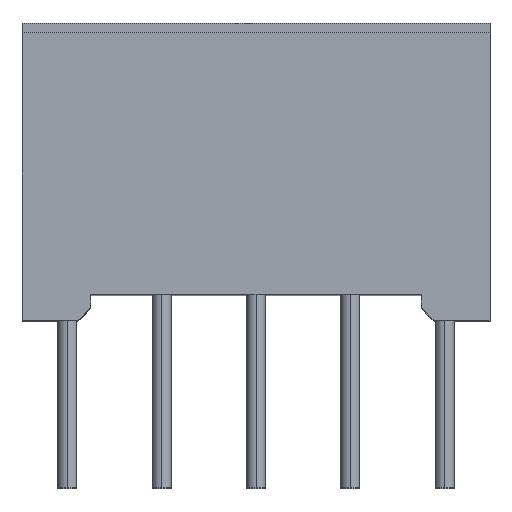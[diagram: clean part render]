
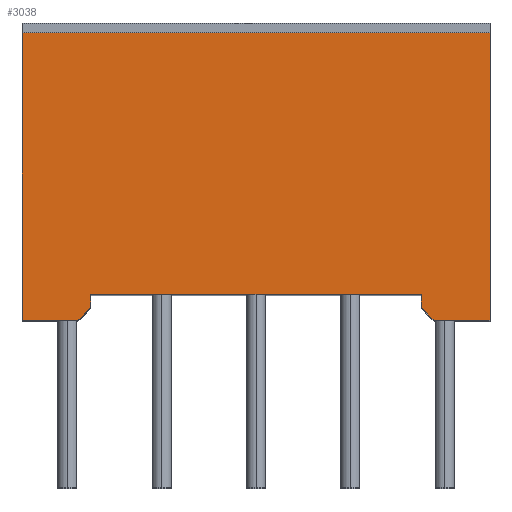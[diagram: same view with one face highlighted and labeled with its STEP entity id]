
A CAD part, top view. The second image highlights one B-rep face of the part: STEP entity #3038.
In plain terms, the highlighted planar face has unit normal (0, 0, 1).
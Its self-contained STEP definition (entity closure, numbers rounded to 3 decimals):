
#10 = ORIENTED_EDGE ( 'NONE', *, *, #4891, .T. ) ;
#34 = DIRECTION ( 'NONE',  ( 0., -1., 0. ) ) ;
#66 = LINE ( 'NONE', #3388, #4050 ) ;
#86 = VECTOR ( 'NONE', #189, 1000. ) ;
#189 = DIRECTION ( 'NONE',  ( 0.707, 0.707, 0. ) ) ;
#231 = EDGE_CURVE ( 'NONE', #2222, #2148, #2664, .T. ) ;
#286 = VERTEX_POINT ( 'NONE', #3315 ) ;
#401 = EDGE_CURVE ( 'NONE', #2903, #2148, #2260, .T. ) ;
#461 = CARTESIAN_POINT ( 'NONE',  ( -6.3, 8., 9.5 ) ) ;
#510 = PLANE ( 'NONE',  #3906 ) ;
#549 = ORIENTED_EDGE ( 'NONE', *, *, #401, .T. ) ;
#636 = LINE ( 'NONE', #4372, #1379 ) ;
#677 = VECTOR ( 'NONE', #2246, 1000. ) ;
#703 = VECTOR ( 'NONE', #3682, 1000. ) ;
#739 = ORIENTED_EDGE ( 'NONE', *, *, #231, .F. ) ;
#781 = LINE ( 'NONE', #2426, #3610 ) ;
#865 = CARTESIAN_POINT ( 'NONE',  ( 4.795, 0., 9.5 ) ) ;
#905 = DIRECTION ( 'NONE',  ( 1., 0., 0. ) ) ;
#937 = VECTOR ( 'NONE', #905, 1000. ) ;
#1059 = EDGE_CURVE ( 'NONE', #2846, #2222, #636, .T. ) ;
#1071 = ORIENTED_EDGE ( 'NONE', *, *, #1263, .T. ) ;
#1263 = EDGE_CURVE ( 'NONE', #3219, #2575, #4505, .T. ) ;
#1379 = VECTOR ( 'NONE', #4400, 1000. ) ;
#1426 = EDGE_CURVE ( 'NONE', #3612, #3339, #66, .T. ) ;
#1629 = CARTESIAN_POINT ( 'NONE',  ( 4.445, 0.35, 9.5 ) ) ;
#1837 = CARTESIAN_POINT ( 'NONE',  ( 4.445, 0.7, 9.5 ) ) ;
#1880 = CARTESIAN_POINT ( 'NONE',  ( -4.445, 0.35, 9.5 ) ) ;
#2020 = CARTESIAN_POINT ( 'NONE',  ( -6.3, 0., 9.5 ) ) ;
#2047 = CARTESIAN_POINT ( 'NONE',  ( 4.445, 0.7, 9.5 ) ) ;
#2148 = VERTEX_POINT ( 'NONE', #4088 ) ;
#2151 = FACE_OUTER_BOUND ( 'NONE', #3933, .T. ) ;
#2194 = CARTESIAN_POINT ( 'NONE',  ( 6.3, 7.75, 9.5 ) ) ;
#2221 = CARTESIAN_POINT ( 'NONE',  ( -4.445, 0.7, 9.5 ) ) ;
#2222 = VERTEX_POINT ( 'NONE', #2952 ) ;
#2242 = EDGE_CURVE ( 'NONE', #2575, #286, #3893, .T. ) ;
#2246 = DIRECTION ( 'NONE',  ( 0., -1., 0. ) ) ;
#2258 = VECTOR ( 'NONE', #3267, 1000. ) ;
#2260 = LINE ( 'NONE', #1880, #86 ) ;
#2348 = ORIENTED_EDGE ( 'NONE', *, *, #4428, .T. ) ;
#2426 = CARTESIAN_POINT ( 'NONE',  ( 6.3, 8., 9.5 ) ) ;
#2559 = EDGE_CURVE ( 'NONE', #3339, #286, #781, .T. ) ;
#2575 = VERTEX_POINT ( 'NONE', #865 ) ;
#2651 = ORIENTED_EDGE ( 'NONE', *, *, #1059, .F. ) ;
#2664 = LINE ( 'NONE', #2221, #677 ) ;
#2706 = VECTOR ( 'NONE', #5280, 1000. ) ;
#2834 = ORIENTED_EDGE ( 'NONE', *, *, #3699, .T. ) ;
#2846 = VERTEX_POINT ( 'NONE', #1837 ) ;
#2879 = ORIENTED_EDGE ( 'NONE', *, *, #2559, .F. ) ;
#2903 = VERTEX_POINT ( 'NONE', #3700 ) ;
#2952 = CARTESIAN_POINT ( 'NONE',  ( -4.445, 0.7, 9.5 ) ) ;
#3020 = DIRECTION ( 'NONE',  ( 0., 0., -1. ) ) ;
#3038 = ADVANCED_FACE ( 'NONE', ( #2151 ), #510, .F. ) ;
#3219 = VERTEX_POINT ( 'NONE', #5137 ) ;
#3237 = CARTESIAN_POINT ( 'NONE',  ( -6.3, 7.75, 9.5 ) ) ;
#3267 = DIRECTION ( 'NONE',  ( 0., -1., 0. ) ) ;
#3271 = DIRECTION ( 'NONE',  ( 0.707, -0.707, 0. ) ) ;
#3285 = CARTESIAN_POINT ( 'NONE',  ( -6.3, 0., 9.5 ) ) ;
#3315 = CARTESIAN_POINT ( 'NONE',  ( 6.3, 0., 9.5 ) ) ;
#3339 = VERTEX_POINT ( 'NONE', #2194 ) ;
#3388 = CARTESIAN_POINT ( 'NONE',  ( -6.3, 7.75, 9.5 ) ) ;
#3610 = VECTOR ( 'NONE', #34, 1000. ) ;
#3612 = VERTEX_POINT ( 'NONE', #3237 ) ;
#3682 = DIRECTION ( 'NONE',  ( 1., 0., 0. ) ) ;
#3699 = EDGE_CURVE ( 'NONE', #5172, #2903, #4474, .T. ) ;
#3700 = CARTESIAN_POINT ( 'NONE',  ( -4.795, 0., 9.5 ) ) ;
#3758 = LINE ( 'NONE', #461, #2706 ) ;
#3893 = LINE ( 'NONE', #4590, #937 ) ;
#3906 = AXIS2_PLACEMENT_3D ( 'NONE', #4657, #3020, #4263 ) ;
#3933 = EDGE_LOOP ( 'NONE', ( #4178, #10, #2834, #549, #739, #2651, #2348, #1071, #4005, #2879 ) ) ;
#4005 = ORIENTED_EDGE ( 'NONE', *, *, #2242, .T. ) ;
#4050 = VECTOR ( 'NONE', #5018, 1000. ) ;
#4088 = CARTESIAN_POINT ( 'NONE',  ( -4.445, 0.35, 9.5 ) ) ;
#4178 = ORIENTED_EDGE ( 'NONE', *, *, #1426, .F. ) ;
#4263 = DIRECTION ( 'NONE',  ( -1., 0., 0. ) ) ;
#4303 = VECTOR ( 'NONE', #3271, 1000. ) ;
#4372 = CARTESIAN_POINT ( 'NONE',  ( 4.445, 0.7, 9.5 ) ) ;
#4400 = DIRECTION ( 'NONE',  ( -1., 0., 0. ) ) ;
#4428 = EDGE_CURVE ( 'NONE', #2846, #3219, #4525, .T. ) ;
#4474 = LINE ( 'NONE', #2020, #703 ) ;
#4505 = LINE ( 'NONE', #1629, #4303 ) ;
#4525 = LINE ( 'NONE', #2047, #2258 ) ;
#4590 = CARTESIAN_POINT ( 'NONE',  ( -6.3, 0., 9.5 ) ) ;
#4657 = CARTESIAN_POINT ( 'NONE',  ( -6.3, 8., 9.5 ) ) ;
#4891 = EDGE_CURVE ( 'NONE', #3612, #5172, #3758, .T. ) ;
#5018 = DIRECTION ( 'NONE',  ( 1., 0., 0. ) ) ;
#5137 = CARTESIAN_POINT ( 'NONE',  ( 4.445, 0.35, 9.5 ) ) ;
#5172 = VERTEX_POINT ( 'NONE', #3285 ) ;
#5280 = DIRECTION ( 'NONE',  ( 0., -1., 0. ) ) ;
